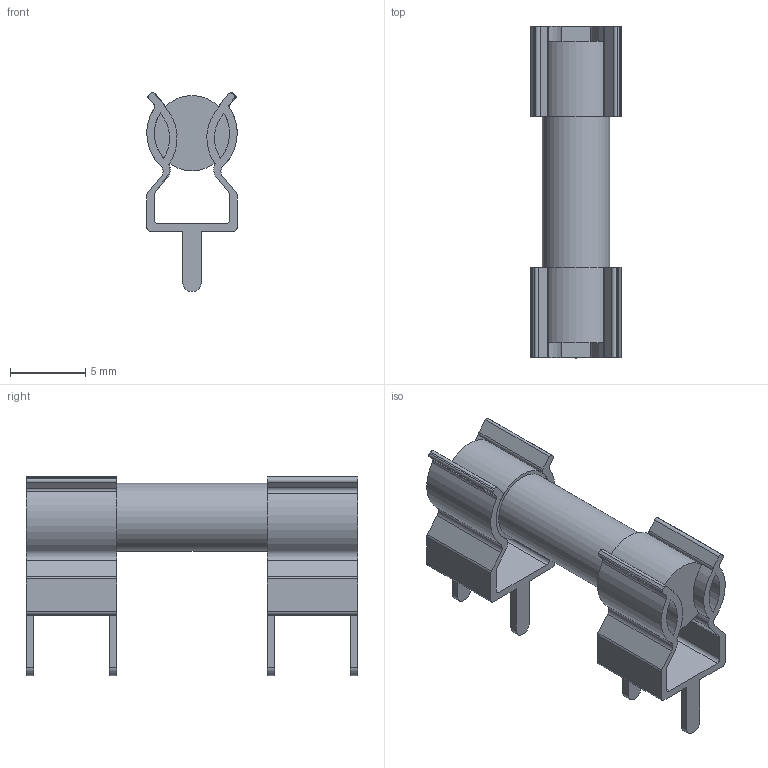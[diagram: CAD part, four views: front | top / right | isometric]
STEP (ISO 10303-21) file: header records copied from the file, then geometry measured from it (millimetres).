
FILE_DESCRIPTION(/* description */ (''),/* implementation_level */ '2;1');
FILE_NAME(/* name */ 'POJISTKA v2.step',/* time_stamp */ '2024-01-20T18:23:05+01:00',/* author */ (''),/* organization */ (''),/* preprocessor_version */ 'ST-DEVELOPER v20',/* originating_system */ 'Autodesk Translation Framework v12.14.0.127',/* authorisation */ '');
FILE_SCHEMA (('AUTOMOTIVE_DESIGN { 1 0 10303 214 3 1 1 }'));
Length unit declared in the file: millimetre
Products named in the file (3): POJISTKA; pojistka_1; drzak pojistky
Assembly tree (3 placements, depth 2):
  POJISTKA
    pojistka_1
    drzak pojistky  x2
Bounding box: 6 x 22 x 13.21 mm (x, y, z)
Volume: 392 mm3; surface area: 1261.2 mm2
Topology: 6 solids, 6 shells, 137 faces, 387 edges, 258 vertices
Faces by surface type: cylinder 73, plane 64
Full cylindrical faces by diameter (mm): 0.1 x1, 4 x1, 4.5 x1, 5 x2
Entity records: 2511 total; most frequent: DIRECTION 449, CARTESIAN_POINT 416, ORIENTED_EDGE 402, EDGE_CURVE 201, AXIS2_PLACEMENT_3D 167, VERTEX_POINT 134, LINE 115, VECTOR 115
